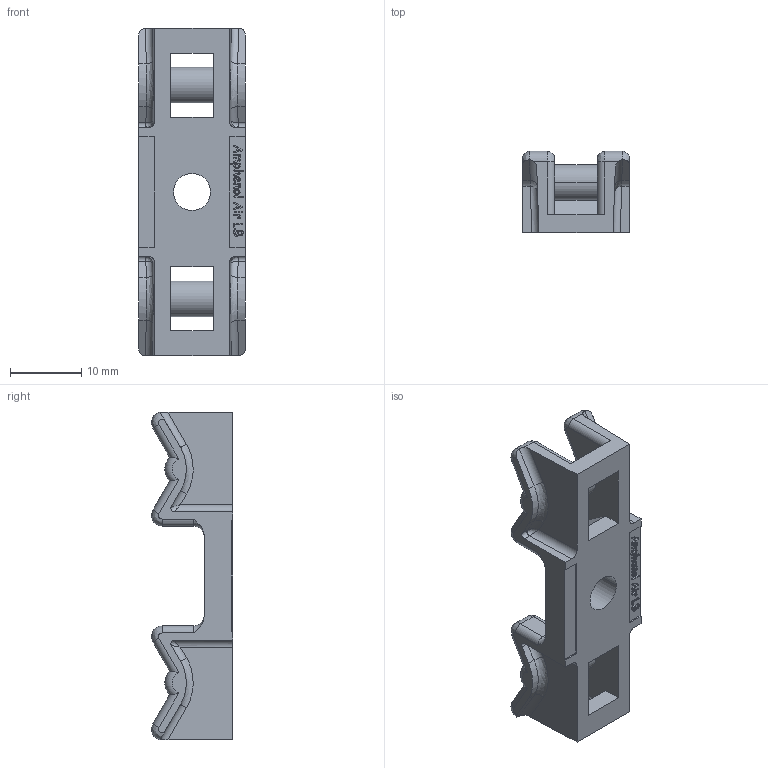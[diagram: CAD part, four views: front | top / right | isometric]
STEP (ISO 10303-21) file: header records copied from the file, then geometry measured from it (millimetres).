
FILE_DESCRIPTION((''),'2;1');
FILE_NAME('003261_101_59','2020-01-31T',('presta_be4'),(''),'CREO PARAMETRIC BY PTC INC, 2018360','CREO PARAMETRIC BY PTC INC, 2018360','');
FILE_SCHEMA(('CONFIG_CONTROL_DESIGN'));
Length unit declared in the file: millimetre
Products named in the file (1): 003261_101_59
Bounding box: 15 x 11.4 x 46 mm (x, y, z)
Volume: 3239.7 mm3; surface area: 2953 mm2
Topology: 1 solids, 1 shells, 522 faces, 1447 edges, 942 vertices
Faces by surface type: extrusion 297, plane 119, cylinder 66, bspline 28, torus 12
Entity records: 18374 total; most frequent: CARTESIAN_POINT 6288, ORIENTED_EDGE 2894, DIRECTION 1620, EDGE_CURVE 1447, B_SPLINE_CURVE_WITH_KNOTS 955, VECTOR 946, VERTEX_POINT 942, LINE 649
